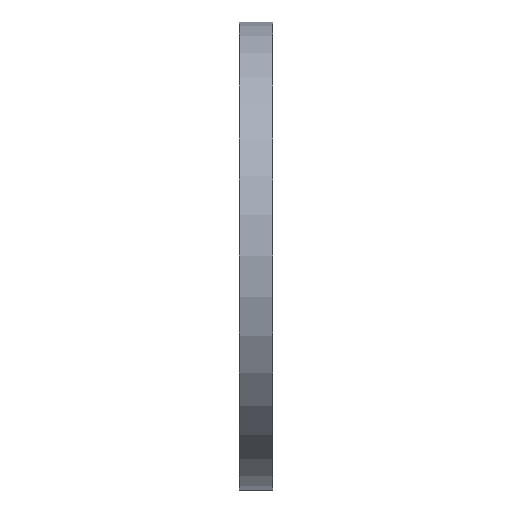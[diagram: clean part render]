
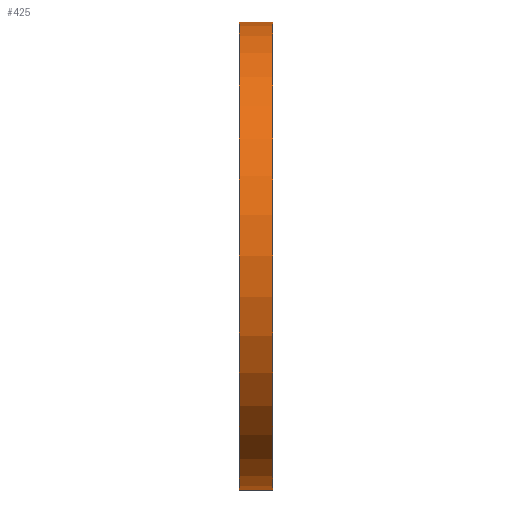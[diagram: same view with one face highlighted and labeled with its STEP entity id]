
A CAD part, left-side view. The second image highlights one B-rep face of the part: STEP entity #425.
In plain terms, the highlighted cylindrical face has radius 35 mm (diameter 70 mm), a partial arc.
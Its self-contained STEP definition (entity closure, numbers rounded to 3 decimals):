
#1 = CARTESIAN_POINT ( 'NONE',  ( 0., 0., -35. ) ) ;
#16 = CARTESIAN_POINT ( 'NONE',  ( 0., 5., 0. ) ) ;
#100 = AXIS2_PLACEMENT_3D ( 'NONE', #609, #175, #180 ) ;
#116 = DIRECTION ( 'NONE',  ( 0., -1., 0. ) ) ;
#132 = ORIENTED_EDGE ( 'NONE', *, *, #275, .F. ) ;
#135 = VERTEX_POINT ( 'NONE', #1 ) ;
#167 = EDGE_CURVE ( 'NONE', #135, #756, #538, .T. ) ;
#175 = DIRECTION ( 'NONE',  ( 0., 1., 0. ) ) ;
#178 = VERTEX_POINT ( 'NONE', #307 ) ;
#180 = DIRECTION ( 'NONE',  ( 0., 0., 1. ) ) ;
#220 = DIRECTION ( 'NONE',  ( 0., 0., -1. ) ) ;
#235 = DIRECTION ( 'NONE',  ( 0., -1., 0. ) ) ;
#266 = DIRECTION ( 'NONE',  ( 0., 1., 0. ) ) ;
#275 = EDGE_CURVE ( 'NONE', #178, #410, #781, .T. ) ;
#285 = LINE ( 'NONE', #404, #368 ) ;
#307 = CARTESIAN_POINT ( 'NONE',  ( 0., 5., -35. ) ) ;
#309 = LINE ( 'NONE', #566, #417 ) ;
#338 = FACE_OUTER_BOUND ( 'NONE', #475, .T. ) ;
#341 = CARTESIAN_POINT ( 'NONE',  ( 0., 0., 35. ) ) ;
#342 = CARTESIAN_POINT ( 'NONE',  ( 0., 5., 35. ) ) ;
#364 = CARTESIAN_POINT ( 'NONE',  ( 0., 5., 0. ) ) ;
#368 = VECTOR ( 'NONE', #235, 1000. ) ;
#375 = DIRECTION ( 'NONE',  ( 0., 0., 1. ) ) ;
#387 = EDGE_CURVE ( 'NONE', #178, #135, #285, .T. ) ;
#391 = AXIS2_PLACEMENT_3D ( 'NONE', #364, #116, #220 ) ;
#404 = CARTESIAN_POINT ( 'NONE',  ( 0., 5., -35. ) ) ;
#410 = VERTEX_POINT ( 'NONE', #342 ) ;
#417 = VECTOR ( 'NONE', #559, 1000. ) ;
#425 = ADVANCED_FACE ( 'NONE', ( #338 ), #714, .T. ) ;
#438 = ORIENTED_EDGE ( 'NONE', *, *, #387, .T. ) ;
#475 = EDGE_LOOP ( 'NONE', ( #705, #132, #438, #498 ) ) ;
#498 = ORIENTED_EDGE ( 'NONE', *, *, #167, .T. ) ;
#524 = AXIS2_PLACEMENT_3D ( 'NONE', #16, #266, #375 ) ;
#538 = CIRCLE ( 'NONE', #100, 35. ) ;
#559 = DIRECTION ( 'NONE',  ( 0., -1., 0. ) ) ;
#566 = CARTESIAN_POINT ( 'NONE',  ( 0., 5., 35. ) ) ;
#605 = EDGE_CURVE ( 'NONE', #410, #756, #309, .T. ) ;
#609 = CARTESIAN_POINT ( 'NONE',  ( 0., 0., 0. ) ) ;
#705 = ORIENTED_EDGE ( 'NONE', *, *, #605, .F. ) ;
#714 = CYLINDRICAL_SURFACE ( 'NONE', #391, 35. ) ;
#756 = VERTEX_POINT ( 'NONE', #341 ) ;
#781 = CIRCLE ( 'NONE', #524, 35. ) ;
